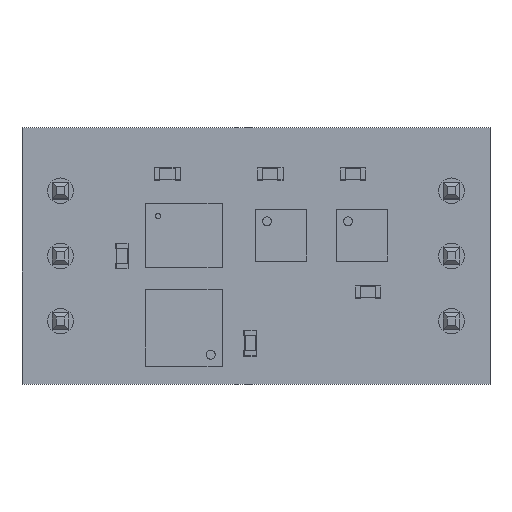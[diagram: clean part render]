
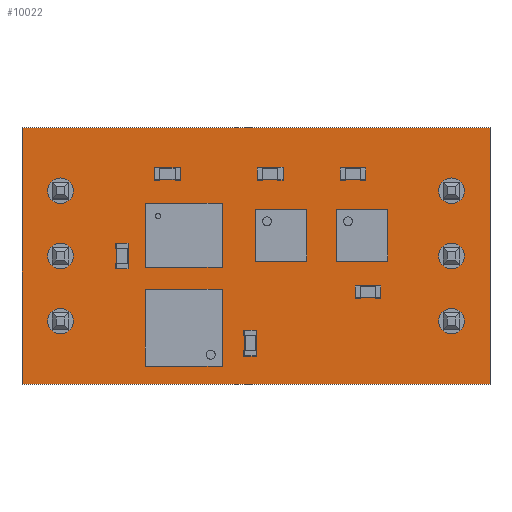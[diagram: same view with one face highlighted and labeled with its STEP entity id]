
A CAD part, top view. The second image highlights one B-rep face of the part: STEP entity #10022.
In plain terms, the highlighted planar face has unit normal (0, 0, 1).
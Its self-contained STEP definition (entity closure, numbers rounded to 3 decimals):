
#9844 = VERTEX_POINT('',#9845);
#9845 = CARTESIAN_POINT('',(9.12,-5.,1.6));
#9851 = EDGE_CURVE('',#9844,#9852,#9854,.T.);
#9852 = VERTEX_POINT('',#9853);
#9853 = CARTESIAN_POINT('',(-9.12,-5.,1.6));
#9854 = LINE('',#9855,#9856);
#9855 = CARTESIAN_POINT('',(9.12,-5.,1.6));
#9856 = VECTOR('',#9857,1.);
#9857 = DIRECTION('',(-1.,0.,0.));
#9884 = VERTEX_POINT('',#9885);
#9885 = CARTESIAN_POINT('',(9.12,5.,1.6));
#9891 = EDGE_CURVE('',#9884,#9844,#9892,.T.);
#9892 = LINE('',#9893,#9894);
#9893 = CARTESIAN_POINT('',(9.12,5.,1.6));
#9894 = VECTOR('',#9895,1.);
#9895 = DIRECTION('',(0.,-1.,0.));
#9913 = EDGE_CURVE('',#9852,#9914,#9916,.T.);
#9914 = VERTEX_POINT('',#9915);
#9915 = CARTESIAN_POINT('',(-9.12,5.,1.6));
#9916 = LINE('',#9917,#9918);
#9917 = CARTESIAN_POINT('',(-9.12,-5.,1.6));
#9918 = VECTOR('',#9919,1.);
#9919 = DIRECTION('',(0.,1.,0.));
#10022 = ADVANCED_FACE('',(#10023,#10034,#10045,#10056,#10067,#10078,
    #10089),#10100,.F.);
#10023 = FACE_BOUND('',#10024,.F.);
#10024 = EDGE_LOOP('',(#10025,#10026,#10027,#10033));
#10025 = ORIENTED_EDGE('',*,*,#9851,.T.);
#10026 = ORIENTED_EDGE('',*,*,#9913,.T.);
#10027 = ORIENTED_EDGE('',*,*,#10028,.T.);
#10028 = EDGE_CURVE('',#9914,#9884,#10029,.T.);
#10029 = LINE('',#10030,#10031);
#10030 = CARTESIAN_POINT('',(-9.12,5.,1.6));
#10031 = VECTOR('',#10032,1.);
#10032 = DIRECTION('',(1.,0.,0.));
#10033 = ORIENTED_EDGE('',*,*,#9891,.T.);
#10034 = FACE_BOUND('',#10035,.F.);
#10035 = EDGE_LOOP('',(#10036));
#10036 = ORIENTED_EDGE('',*,*,#10037,.F.);
#10037 = EDGE_CURVE('',#10038,#10038,#10040,.T.);
#10038 = VERTEX_POINT('',#10039);
#10039 = CARTESIAN_POINT('',(7.62,-3.04,1.6));
#10040 = CIRCLE('',#10041,0.5);
#10041 = AXIS2_PLACEMENT_3D('',#10042,#10043,#10044);
#10042 = CARTESIAN_POINT('',(7.62,-2.54,1.6));
#10043 = DIRECTION('',(-0.,0.,-1.));
#10044 = DIRECTION('',(0.,-1.,-0.));
#10045 = FACE_BOUND('',#10046,.F.);
#10046 = EDGE_LOOP('',(#10047));
#10047 = ORIENTED_EDGE('',*,*,#10048,.F.);
#10048 = EDGE_CURVE('',#10049,#10049,#10051,.T.);
#10049 = VERTEX_POINT('',#10050);
#10050 = CARTESIAN_POINT('',(-7.62,-3.04,1.6));
#10051 = CIRCLE('',#10052,0.5);
#10052 = AXIS2_PLACEMENT_3D('',#10053,#10054,#10055);
#10053 = CARTESIAN_POINT('',(-7.62,-2.54,1.6));
#10054 = DIRECTION('',(-0.,0.,-1.));
#10055 = DIRECTION('',(0.,-1.,0.));
#10056 = FACE_BOUND('',#10057,.F.);
#10057 = EDGE_LOOP('',(#10058));
#10058 = ORIENTED_EDGE('',*,*,#10059,.F.);
#10059 = EDGE_CURVE('',#10060,#10060,#10062,.T.);
#10060 = VERTEX_POINT('',#10061);
#10061 = CARTESIAN_POINT('',(-7.62,-0.5,1.6));
#10062 = CIRCLE('',#10063,0.5);
#10063 = AXIS2_PLACEMENT_3D('',#10064,#10065,#10066);
#10064 = CARTESIAN_POINT('',(-7.62,0.,1.6));
#10065 = DIRECTION('',(-0.,0.,-1.));
#10066 = DIRECTION('',(0.,-1.,0.));
#10067 = FACE_BOUND('',#10068,.F.);
#10068 = EDGE_LOOP('',(#10069));
#10069 = ORIENTED_EDGE('',*,*,#10070,.F.);
#10070 = EDGE_CURVE('',#10071,#10071,#10073,.T.);
#10071 = VERTEX_POINT('',#10072);
#10072 = CARTESIAN_POINT('',(7.62,-0.5,1.6));
#10073 = CIRCLE('',#10074,0.5);
#10074 = AXIS2_PLACEMENT_3D('',#10075,#10076,#10077);
#10075 = CARTESIAN_POINT('',(7.62,0.,1.6));
#10076 = DIRECTION('',(-0.,0.,-1.));
#10077 = DIRECTION('',(0.,-1.,-0.));
#10078 = FACE_BOUND('',#10079,.F.);
#10079 = EDGE_LOOP('',(#10080));
#10080 = ORIENTED_EDGE('',*,*,#10081,.F.);
#10081 = EDGE_CURVE('',#10082,#10082,#10084,.T.);
#10082 = VERTEX_POINT('',#10083);
#10083 = CARTESIAN_POINT('',(7.62,2.04,1.6));
#10084 = CIRCLE('',#10085,0.5);
#10085 = AXIS2_PLACEMENT_3D('',#10086,#10087,#10088);
#10086 = CARTESIAN_POINT('',(7.62,2.54,1.6));
#10087 = DIRECTION('',(-0.,0.,-1.));
#10088 = DIRECTION('',(0.,-1.,-0.));
#10089 = FACE_BOUND('',#10090,.F.);
#10090 = EDGE_LOOP('',(#10091));
#10091 = ORIENTED_EDGE('',*,*,#10092,.F.);
#10092 = EDGE_CURVE('',#10093,#10093,#10095,.T.);
#10093 = VERTEX_POINT('',#10094);
#10094 = CARTESIAN_POINT('',(-7.62,2.04,1.6));
#10095 = CIRCLE('',#10096,0.5);
#10096 = AXIS2_PLACEMENT_3D('',#10097,#10098,#10099);
#10097 = CARTESIAN_POINT('',(-7.62,2.54,1.6));
#10098 = DIRECTION('',(-0.,0.,-1.));
#10099 = DIRECTION('',(0.,-1.,0.));
#10100 = PLANE('',#10101);
#10101 = AXIS2_PLACEMENT_3D('',#10102,#10103,#10104);
#10102 = CARTESIAN_POINT('',(0.,0.,1.6));
#10103 = DIRECTION('',(-0.,-0.,-1.));
#10104 = DIRECTION('',(-1.,0.,0.));
